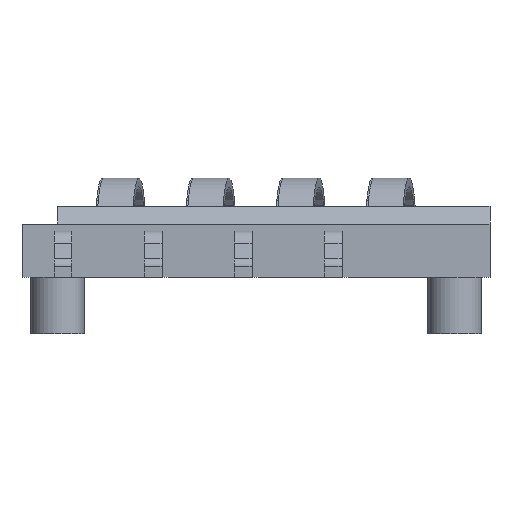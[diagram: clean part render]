
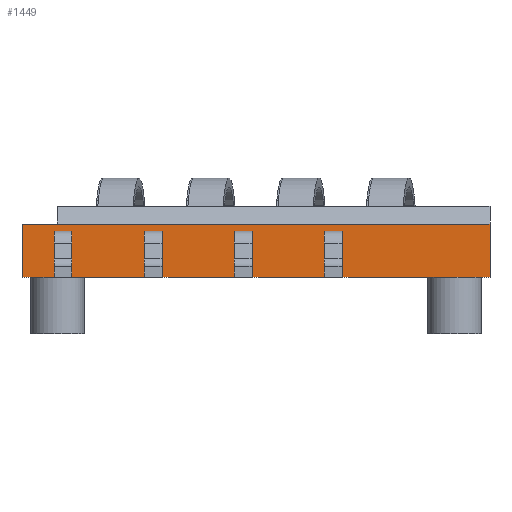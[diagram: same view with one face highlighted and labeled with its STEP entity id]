
A CAD part, left-side view. The second image highlights one B-rep face of the part: STEP entity #1449.
In plain terms, the highlighted planar face has unit normal (-1, 0, 0).
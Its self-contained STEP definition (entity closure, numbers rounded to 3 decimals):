
#162 = VERTEX_POINT('',#163);
#163 = CARTESIAN_POINT('',(-7.5,-6.6,1.5));
#169 = EDGE_CURVE('',#170,#162,#172,.T.);
#170 = VERTEX_POINT('',#171);
#171 = CARTESIAN_POINT('',(-7.5,-6.6,0.));
#172 = LINE('',#173,#174);
#173 = CARTESIAN_POINT('',(-7.5,-6.6,0.));
#174 = VECTOR('',#175,1.);
#175 = DIRECTION('',(0.,0.,1.));
#216 = VERTEX_POINT('',#217);
#217 = CARTESIAN_POINT('',(-7.5,6.6,0.));
#225 = EDGE_CURVE('',#170,#216,#226,.T.);
#226 = LINE('',#227,#228);
#227 = CARTESIAN_POINT('',(-7.5,-6.6,0.));
#228 = VECTOR('',#229,1.);
#229 = DIRECTION('',(0.,1.,0.));
#821 = EDGE_CURVE('',#822,#824,#826,.T.);
#822 = VERTEX_POINT('',#823);
#823 = CARTESIAN_POINT('',(-7.5,5.6,1.5));
#824 = VERTEX_POINT('',#825);
#825 = CARTESIAN_POINT('',(-7.5,6.6,1.5));
#826 = LINE('',#827,#828);
#827 = CARTESIAN_POINT('',(-7.5,5.6,1.5));
#828 = VECTOR('',#829,1.);
#829 = DIRECTION('',(0.,1.,0.));
#853 = EDGE_CURVE('',#216,#824,#854,.T.);
#854 = LINE('',#855,#856);
#855 = CARTESIAN_POINT('',(-7.5,6.6,0.));
#856 = VECTOR('',#857,1.);
#857 = DIRECTION('',(0.,0.,1.));
#1449 = ADVANCED_FACE('',(#1450),#1462,.T.);
#1450 = FACE_BOUND('',#1451,.T.);
#1451 = EDGE_LOOP('',(#1452,#1453,#1459,#1460,#1461));
#1452 = ORIENTED_EDGE('',*,*,#169,.T.);
#1453 = ORIENTED_EDGE('',*,*,#1454,.T.);
#1454 = EDGE_CURVE('',#162,#822,#1455,.T.);
#1455 = LINE('',#1456,#1457);
#1456 = CARTESIAN_POINT('',(-7.5,-6.6,1.5));
#1457 = VECTOR('',#1458,1.);
#1458 = DIRECTION('',(0.,1.,0.));
#1459 = ORIENTED_EDGE('',*,*,#821,.T.);
#1460 = ORIENTED_EDGE('',*,*,#853,.F.);
#1461 = ORIENTED_EDGE('',*,*,#225,.F.);
#1462 = PLANE('',#1463);
#1463 = AXIS2_PLACEMENT_3D('',#1464,#1465,#1466);
#1464 = CARTESIAN_POINT('',(-7.5,-6.6,0.));
#1465 = DIRECTION('',(-1.,0.,0.));
#1466 = DIRECTION('',(0.,1.,0.));
